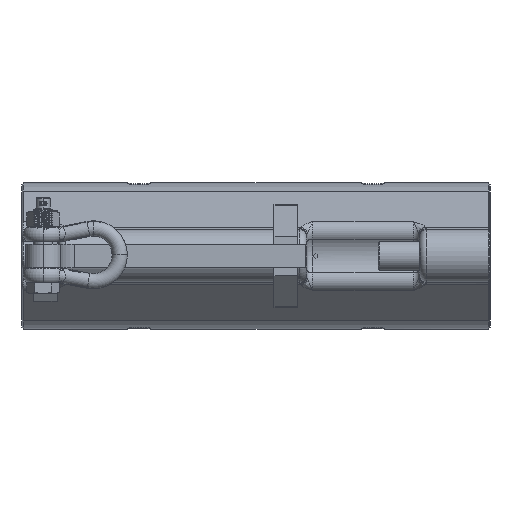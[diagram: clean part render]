
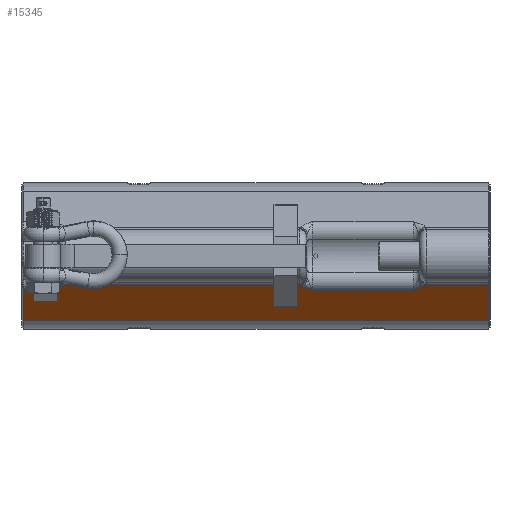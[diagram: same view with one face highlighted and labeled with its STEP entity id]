
A CAD part, left-side view. The second image highlights one B-rep face of the part: STEP entity #15345.
In plain terms, the highlighted planar face has unit normal (-0.46, 0, -0.888).
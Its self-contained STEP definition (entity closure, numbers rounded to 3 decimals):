
#379 = CARTESIAN_POINT ( 'NONE',  ( -81.714, 369.265, -28.082 ) ) ;
#800 = EDGE_CURVE ( 'NONE', #24493, #21956, #25138, .T. ) ;
#1223 = DIRECTION ( 'NONE',  ( 0., -1., 0. ) ) ;
#1495 = CARTESIAN_POINT ( 'NONE',  ( -88.605, 400., -24.515 ) ) ;
#2232 = VECTOR ( 'NONE', #25404, 1000. ) ;
#2271 = DIRECTION ( 'NONE',  ( 0., 1., 0. ) ) ;
#2470 = CARTESIAN_POINT ( 'NONE',  ( -88.605, 363.175, -24.515 ) ) ;
#2637 = CARTESIAN_POINT ( 'NONE',  ( -84.738, 57.624, -26.517 ) ) ;
#3193 = CARTESIAN_POINT ( 'NONE',  ( -87.541, 161.414, -25.065 ) ) ;
#3536 = VECTOR ( 'NONE', #29401, 1000. ) ;
#4748 = CARTESIAN_POINT ( 'NONE',  ( -80.474, 371.356, -28.724 ) ) ;
#5078 = ORIENTED_EDGE ( 'NONE', *, *, #47362, .T. ) ;
#6357 = ORIENTED_EDGE ( 'NONE', *, *, #50638, .T. ) ;
#6398 = ORIENTED_EDGE ( 'NONE', *, *, #21940, .T. ) ;
#7015 = CARTESIAN_POINT ( 'NONE',  ( -83.51, 58.892, -27.152 ) ) ;
#7706 = EDGE_CURVE ( 'NONE', #32050, #37878, #23531, .T. ) ;
#7960 = DIRECTION ( 'NONE',  ( -0.888, 0., 0.46 ) ) ;
#8865 = CARTESIAN_POINT ( 'NONE',  ( -88.605, 363.175, -24.515 ) ) ;
#9060 = CARTESIAN_POINT ( 'NONE',  ( -79.887, 372.425, -29.028 ) ) ;
#9457 = LINE ( 'NONE', #34615, #50995 ) ;
#9725 = VERTEX_POINT ( 'NONE', #12432 ) ;
#9901 = ORIENTED_EDGE ( 'NONE', *, *, #27996, .T. ) ;
#10995 = ORIENTED_EDGE ( 'NONE', *, *, #800, .F. ) ;
#11317 = CARTESIAN_POINT ( 'NONE',  ( -81.714, 61.265, -28.082 ) ) ;
#11649 = CARTESIAN_POINT ( 'NONE',  ( -79.885, 152.577, -29.029 ) ) ;
#12432 = CARTESIAN_POINT ( 'NONE',  ( -79.309, 373.5, -29.327 ) ) ;
#13376 = CARTESIAN_POINT ( 'NONE',  ( -79.452, 373.233, -29.253 ) ) ;
#14690 = CARTESIAN_POINT ( 'NONE',  ( -28.733, 1., -55.507 ) ) ;
#15345 = ADVANCED_FACE ( 'NONE', ( #53475 ), #41506, .F. ) ;
#15375 = CARTESIAN_POINT ( 'NONE',  ( -88.605, 55.175, -24.515 ) ) ;
#15532 = CARTESIAN_POINT ( 'NONE',  ( -80.474, 63.356, -28.724 ) ) ;
#15899 = CARTESIAN_POINT ( 'NONE',  ( -81.714, 155.735, -28.082 ) ) ;
#17412 = CARTESIAN_POINT ( 'NONE',  ( -85.18, 365.231, -26.288 ) ) ;
#18171 = B_SPLINE_CURVE_WITH_KNOTS ( 'NONE', 3,
 ( #8865, #50269, #42378, #17412, #46418, #21616, #50441, #25862, #379, #30053, #4748, #34267, #9060, #38430, #13376, #42570 ),
 .UNSPECIFIED., .F., .F.,
 ( 4, 2, 2, 2, 2, 2, 2, 4 ),
 ( 0., 0.004, 0.006, 0.007, 0.011, 0.013, 0.014, 0.015 ),
 .UNSPECIFIED. ) ;
#18267 = CARTESIAN_POINT ( 'NONE',  ( -88.605, 1., -24.515 ) ) ;
#19801 = CARTESIAN_POINT ( 'NONE',  ( -79.887, 64.425, -29.028 ) ) ;
#20133 = CARTESIAN_POINT ( 'NONE',  ( -83.51, 158.108, -27.152 ) ) ;
#20741 = VERTEX_POINT ( 'NONE', #22658 ) ;
#21000 = B_SPLINE_CURVE_WITH_KNOTS ( 'NONE', 3,
 ( #15375, #23661, #52583, #28031, #2637, #32254, #7015, #36472, #11317, #40593, #15532, #44677, #19801, #48656, #24005, #52740 ),
 .UNSPECIFIED., .F., .F.,
 ( 4, 2, 2, 2, 2, 2, 2, 4 ),
 ( 0., 0.004, 0.006, 0.007, 0.011, 0.013, 0.014, 0.015 ),
 .UNSPECIFIED. ) ;
#21616 = CARTESIAN_POINT ( 'NONE',  ( -83.904, 366.453, -26.948 ) ) ;
#21940 = EDGE_CURVE ( 'NONE', #24493, #9725, #18171, .T. ) ;
#21956 = VERTEX_POINT ( 'NONE', #50617 ) ;
#22658 = CARTESIAN_POINT ( 'NONE',  ( -79.309, 399., -29.327 ) ) ;
#23531 = LINE ( 'NONE', #25353, #2232 ) ;
#23661 = CARTESIAN_POINT ( 'NONE',  ( -87.541, 55.586, -25.065 ) ) ;
#24005 = CARTESIAN_POINT ( 'NONE',  ( -79.452, 65.233, -29.253 ) ) ;
#24234 = CARTESIAN_POINT ( 'NONE',  ( -79.309, 151.5, -29.327 ) ) ;
#24368 = CARTESIAN_POINT ( 'NONE',  ( -84.738, 159.376, -26.517 ) ) ;
#24493 = VERTEX_POINT ( 'NONE', #2470 ) ;
#24534 = EDGE_CURVE ( 'NONE', #46567, #27715, #30136, .T. ) ;
#24788 = LINE ( 'NONE', #53905, #3536 ) ;
#25138 = LINE ( 'NONE', #1495, #35012 ) ;
#25353 = CARTESIAN_POINT ( 'NONE',  ( -88.605, 400., -24.515 ) ) ;
#25404 = DIRECTION ( 'NONE',  ( 0., -1., 0. ) ) ;
#25449 = CARTESIAN_POINT ( 'NONE',  ( -79.309, 400., -29.327 ) ) ;
#25862 = CARTESIAN_POINT ( 'NONE',  ( -82.387, 368.267, -27.734 ) ) ;
#27017 = VECTOR ( 'NONE', #7960, 1000. ) ;
#27682 = B_SPLINE_CURVE_WITH_KNOTS ( 'NONE', 3,
 ( #32592, #11649, #40924, #15899, #45013, #20133, #49015, #24368, #53066, #28564, #3193, #32783 ),
 .UNSPECIFIED., .F., .F.,
 ( 4, 2, 2, 2, 2, 4 ),
 ( 0., 0.004, 0.008, 0.009, 0.011, 0.015 ),
 .UNSPECIFIED. ) ;
#27715 = VERTEX_POINT ( 'NONE', #14690 ) ;
#27996 = EDGE_CURVE ( 'NONE', #48988, #21956, #27682, .T. ) ;
#28031 = CARTESIAN_POINT ( 'NONE',  ( -85.18, 57.231, -26.288 ) ) ;
#28104 = CARTESIAN_POINT ( 'NONE',  ( -88.605, 55.175, -24.515 ) ) ;
#28383 = EDGE_CURVE ( 'NONE', #20741, #46567, #9457, .T. ) ;
#28564 = CARTESIAN_POINT ( 'NONE',  ( -86.557, 160.839, -25.575 ) ) ;
#29401 = DIRECTION ( 'NONE',  ( 0., 1., 0. ) ) ;
#30053 = CARTESIAN_POINT ( 'NONE',  ( -80.775, 370.826, -28.568 ) ) ;
#30136 = LINE ( 'NONE', #40923, #51897 ) ;
#30154 = ORIENTED_EDGE ( 'NONE', *, *, #7706, .F. ) ;
#31744 = ORIENTED_EDGE ( 'NONE', *, *, #28383, .T. ) ;
#32050 = VERTEX_POINT ( 'NONE', #28104 ) ;
#32254 = CARTESIAN_POINT ( 'NONE',  ( -83.904, 58.453, -26.948 ) ) ;
#32592 = CARTESIAN_POINT ( 'NONE',  ( -79.309, 151.5, -29.327 ) ) ;
#32633 = ORIENTED_EDGE ( 'NONE', *, *, #24534, .T. ) ;
#32783 = CARTESIAN_POINT ( 'NONE',  ( -88.605, 161.825, -24.515 ) ) ;
#33173 = CARTESIAN_POINT ( 'NONE',  ( -28.733, 399., -55.507 ) ) ;
#33180 = CARTESIAN_POINT ( 'NONE',  ( -28.733, 1., -55.507 ) ) ;
#34029 = VECTOR ( 'NONE', #2271, 1000. ) ;
#34267 = CARTESIAN_POINT ( 'NONE',  ( -80.032, 372.157, -28.952 ) ) ;
#34615 = CARTESIAN_POINT ( 'NONE',  ( -28.733, 399., -55.507 ) ) ;
#35012 = VECTOR ( 'NONE', #1223, 1000. ) ;
#35457 = VERTEX_POINT ( 'NONE', #46117 ) ;
#36472 = CARTESIAN_POINT ( 'NONE',  ( -82.387, 60.267, -27.734 ) ) ;
#36673 = AXIS2_PLACEMENT_3D ( 'NONE', #41462, #41524, #41565 ) ;
#37635 = ORIENTED_EDGE ( 'NONE', *, *, #40059, .T. ) ;
#37878 = VERTEX_POINT ( 'NONE', #18267 ) ;
#38430 = CARTESIAN_POINT ( 'NONE',  ( -79.597, 372.962, -29.178 ) ) ;
#39400 = LINE ( 'NONE', #33180, #27017 ) ;
#40059 = EDGE_CURVE ( 'NONE', #35457, #48988, #24788, .T. ) ;
#40463 = ORIENTED_EDGE ( 'NONE', *, *, #40530, .T. ) ;
#40530 = EDGE_CURVE ( 'NONE', #32050, #35457, #21000, .T. ) ;
#40593 = CARTESIAN_POINT ( 'NONE',  ( -80.775, 62.826, -28.568 ) ) ;
#40923 = CARTESIAN_POINT ( 'NONE',  ( -28.733, 400., -55.507 ) ) ;
#40924 = CARTESIAN_POINT ( 'NONE',  ( -80.462, 153.653, -28.73 ) ) ;
#41462 = CARTESIAN_POINT ( 'NONE',  ( -28.733, 400., -55.507 ) ) ;
#41506 = PLANE ( 'NONE',  #36673 ) ;
#41524 = DIRECTION ( 'NONE',  ( 0.46, 0., 0.888 ) ) ;
#41565 = DIRECTION ( 'NONE',  ( 0.888, 0., -0.46 ) ) ;
#42378 = CARTESIAN_POINT ( 'NONE',  ( -86.557, 364.161, -25.575 ) ) ;
#42570 = CARTESIAN_POINT ( 'NONE',  ( -79.309, 373.5, -29.327 ) ) ;
#44677 = CARTESIAN_POINT ( 'NONE',  ( -80.032, 64.157, -28.952 ) ) ;
#45013 = CARTESIAN_POINT ( 'NONE',  ( -82.387, 156.733, -27.734 ) ) ;
#45974 = EDGE_LOOP ( 'NONE', ( #32633, #5078, #30154, #40463, #37635, #9901, #10995, #6398, #6357, #31744 ) ) ;
#46117 = CARTESIAN_POINT ( 'NONE',  ( -79.309, 65.5, -29.327 ) ) ;
#46190 = LINE ( 'NONE', #25449, #34029 ) ;
#46418 = CARTESIAN_POINT ( 'NONE',  ( -84.738, 365.624, -26.517 ) ) ;
#46567 = VERTEX_POINT ( 'NONE', #33173 ) ;
#46914 = DIRECTION ( 'NONE',  ( 0.888, 0., -0.46 ) ) ;
#47362 = EDGE_CURVE ( 'NONE', #27715, #37878, #39400, .T. ) ;
#48656 = CARTESIAN_POINT ( 'NONE',  ( -79.597, 64.962, -29.178 ) ) ;
#48843 = DIRECTION ( 'NONE',  ( 0., -1., 0. ) ) ;
#48988 = VERTEX_POINT ( 'NONE', #24234 ) ;
#49015 = CARTESIAN_POINT ( 'NONE',  ( -83.904, 158.547, -26.948 ) ) ;
#50269 = CARTESIAN_POINT ( 'NONE',  ( -87.541, 363.586, -25.065 ) ) ;
#50441 = CARTESIAN_POINT ( 'NONE',  ( -83.51, 366.892, -27.152 ) ) ;
#50617 = CARTESIAN_POINT ( 'NONE',  ( -88.605, 161.825, -24.515 ) ) ;
#50638 = EDGE_CURVE ( 'NONE', #9725, #20741, #46190, .T. ) ;
#50995 = VECTOR ( 'NONE', #46914, 1000. ) ;
#51897 = VECTOR ( 'NONE', #48843, 1000. ) ;
#52583 = CARTESIAN_POINT ( 'NONE',  ( -86.557, 56.161, -25.575 ) ) ;
#52740 = CARTESIAN_POINT ( 'NONE',  ( -79.309, 65.5, -29.327 ) ) ;
#53066 = CARTESIAN_POINT ( 'NONE',  ( -85.18, 159.769, -26.288 ) ) ;
#53475 = FACE_OUTER_BOUND ( 'NONE', #45974, .T. ) ;
#53905 = CARTESIAN_POINT ( 'NONE',  ( -79.309, 400., -29.327 ) ) ;
